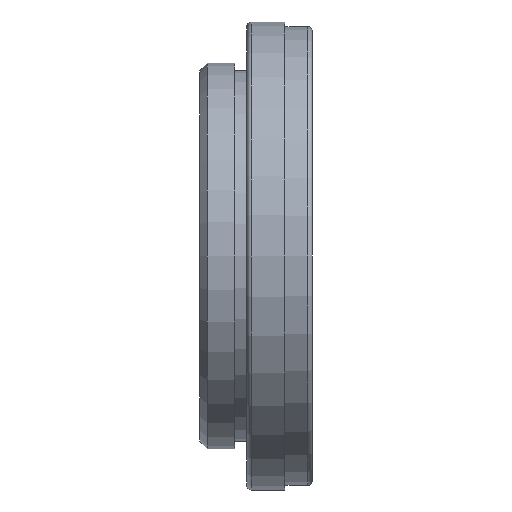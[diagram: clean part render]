
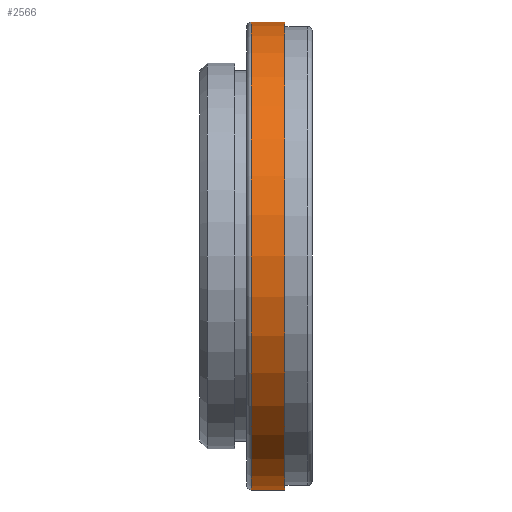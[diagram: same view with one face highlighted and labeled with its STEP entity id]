
A CAD part, front view. The second image highlights one B-rep face of the part: STEP entity #2566.
In plain terms, the highlighted cylindrical face has radius 15.4 mm (diameter 30.8 mm), a partial arc.
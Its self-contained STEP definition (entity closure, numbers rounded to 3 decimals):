
#425 = CARTESIAN_POINT ( 'NONE',  ( -4., 0., -15.4 ) ) ;
#1260 = AXIS2_PLACEMENT_3D ( 'NONE', #7273, #5921, #3547 ) ;
#2040 = CARTESIAN_POINT ( 'NONE',  ( -62.328, 0., 0. ) ) ;
#2045 = DIRECTION ( 'NONE',  ( -1., 0., 0. ) ) ;
#2566 = ADVANCED_FACE ( 'NONE', ( #9878 ), #3607, .T. ) ;
#2631 = CARTESIAN_POINT ( 'NONE',  ( -1.8, 0., 15.4 ) ) ;
#2822 = VECTOR ( 'NONE', #2045, 1000. ) ;
#3547 = DIRECTION ( 'NONE',  ( 0., 0., -1. ) ) ;
#3607 = CYLINDRICAL_SURFACE ( 'NONE', #6224, 15.4 ) ;
#3870 = EDGE_CURVE ( 'NONE', #4036, #8628, #8638, .T. ) ;
#4034 = EDGE_CURVE ( 'NONE', #4036, #7793, #9836, .T. ) ;
#4036 = VERTEX_POINT ( 'NONE', #9275 ) ;
#4090 = CARTESIAN_POINT ( 'NONE',  ( -62.328, 0., -15.4 ) ) ;
#4363 = VECTOR ( 'NONE', #7406, 1000. ) ;
#4390 = ORIENTED_EDGE ( 'NONE', *, *, #3870, .F. ) ;
#4706 = CIRCLE ( 'NONE', #1260, 15.4 ) ;
#5021 = VERTEX_POINT ( 'NONE', #7939 ) ;
#5110 = DIRECTION ( 'NONE',  ( 0., 0., 1. ) ) ;
#5643 = EDGE_LOOP ( 'NONE', ( #4390, #9201, #5876, #6178 ) ) ;
#5876 = ORIENTED_EDGE ( 'NONE', *, *, #9370, .T. ) ;
#5921 = DIRECTION ( 'NONE',  ( 1., 0., 0. ) ) ;
#6164 = DIRECTION ( 'NONE',  ( -1., 0., 0. ) ) ;
#6178 = ORIENTED_EDGE ( 'NONE', *, *, #8641, .T. ) ;
#6224 = AXIS2_PLACEMENT_3D ( 'NONE', #2040, #9782, #5110 ) ;
#7273 = CARTESIAN_POINT ( 'NONE',  ( -4., 0., 0. ) ) ;
#7406 = DIRECTION ( 'NONE',  ( -1., 0., 0. ) ) ;
#7760 = DIRECTION ( 'NONE',  ( 0., 0., 1. ) ) ;
#7793 = VERTEX_POINT ( 'NONE', #2631 ) ;
#7939 = CARTESIAN_POINT ( 'NONE',  ( -4., 0., 15.4 ) ) ;
#8628 = VERTEX_POINT ( 'NONE', #425 ) ;
#8638 = LINE ( 'NONE', #4090, #4363 ) ;
#8641 = EDGE_CURVE ( 'NONE', #5021, #8628, #4706, .T. ) ;
#9038 = LINE ( 'NONE', #9635, #2822 ) ;
#9057 = AXIS2_PLACEMENT_3D ( 'NONE', #10007, #6164, #7760 ) ;
#9201 = ORIENTED_EDGE ( 'NONE', *, *, #4034, .T. ) ;
#9275 = CARTESIAN_POINT ( 'NONE',  ( -1.8, 0., -15.4 ) ) ;
#9370 = EDGE_CURVE ( 'NONE', #7793, #5021, #9038, .T. ) ;
#9635 = CARTESIAN_POINT ( 'NONE',  ( -62.328, 0., 15.4 ) ) ;
#9782 = DIRECTION ( 'NONE',  ( -1., 0., 0. ) ) ;
#9836 = CIRCLE ( 'NONE', #9057, 15.4 ) ;
#9878 = FACE_OUTER_BOUND ( 'NONE', #5643, .T. ) ;
#10007 = CARTESIAN_POINT ( 'NONE',  ( -1.8, 0., 0. ) ) ;
